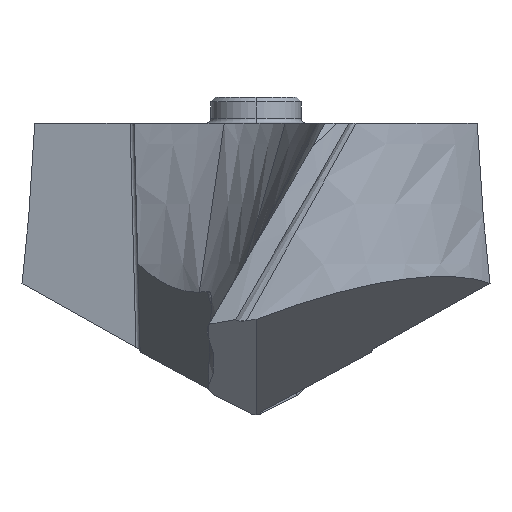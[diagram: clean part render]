
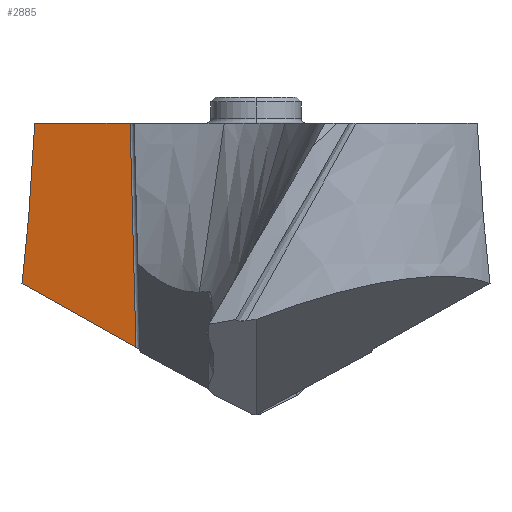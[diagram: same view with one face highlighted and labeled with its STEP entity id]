
A CAD part, left-side view. The second image highlights one B-rep face of the part: STEP entity #2885.
In plain terms, the highlighted planar face has unit normal (-0.925, 0.337, 0.174).
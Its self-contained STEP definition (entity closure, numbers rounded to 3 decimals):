
#121=CARTESIAN_POINT('',(3.68,7.729,-5.302));
#126=DIRECTION('',(-0.379,-0.808,-0.451));
#127=VECTOR('',#126,4.657);
#128=CARTESIAN_POINT('',(3.68,7.729,-5.302));
#129=LINE('',#128,#127);
#900=DIRECTION('',(0.342,0.94,0.));
#901=VECTOR('',#900,3.352);
#902=CARTESIAN_POINT('',(3.376,4.159,0.));
#903=LINE('',#902,#901);
#1201=CARTESIAN_POINT('',(3.376,4.159,0.));
#1226=DIRECTION('',(0.193,0.026,0.981));
#1227=VECTOR('',#1226,7.547);
#1228=CARTESIAN_POINT('',(1.916,3.965,-7.402));
#1229=LINE('',#1228,#1227);
#1233=CARTESIAN_POINT('',(3.68,7.729,-5.302));
#1234=CARTESIAN_POINT('',(3.713,7.701,-5.075));
#1235=CARTESIAN_POINT('',(3.781,7.647,-4.608));
#1236=CARTESIAN_POINT('',(3.892,7.574,-3.872));
#1237=CARTESIAN_POINT('',(4.016,7.505,-3.081));
#1238=CARTESIAN_POINT('',(4.156,7.439,-2.204));
#1239=CARTESIAN_POINT('',(4.323,7.374,-1.19));
#1240=CARTESIAN_POINT('',(4.453,7.331,
-0.413));
#1241=CARTESIAN_POINT('',(4.522,7.308,0.));
#1445=VERTEX_POINT('',#121);
#1446=CARTESIAN_POINT('',(1.916,3.965,-7.402));
#1447=VERTEX_POINT('',#1446);
#1520=VERTEX_POINT('',#1201);
#1521=CARTESIAN_POINT('',(4.522,7.308,0.));
#1522=VERTEX_POINT('',#1521);
#2873=CARTESIAN_POINT('',(-0.412,3.528,
-18.963));
#2874=DIRECTION('',(0.925,-0.337,-0.174));
#2875=DIRECTION('',(0.326,0.941,-0.089));
#2876=AXIS2_PLACEMENT_3D('',#2873,#2874,#2875);
#2877=PLANE('',#2876);
#2878=ORIENTED_EDGE('',*,*,#2503,.F.);
#2879=ORIENTED_EDGE('',*,*,#2868,.F.);
#2880=ORIENTED_EDGE('',*,*,#1601,.F.);
#2882=ORIENTED_EDGE('',*,*,#2881,.T.);
#2883=EDGE_LOOP('',(#2878,#2879,#2880,#2882));
#2884=FACE_OUTER_BOUND('',#2883,.F.);
#1242=B_SPLINE_CURVE_WITH_KNOTS('',3,(#1233,#1234,#1235,#1236,#1237,#1238,#1239,
#1240,#1241),.UNSPECIFIED.,.F.,.F.,(4,1,1,1,1,1,4),(0.,0.167,
0.333,0.5,0.667,0.833,1.),
.UNSPECIFIED.);
#1601=EDGE_CURVE('',#1445,#1447,#129,.T.);
#2503=EDGE_CURVE('',#1520,#1522,#903,.T.);
#2868=EDGE_CURVE('',#1447,#1520,#1229,.T.);
#2881=EDGE_CURVE('',#1445,#1522,#1242,.T.);
#2885=ADVANCED_FACE('',(#2884),#2877,.F.);
